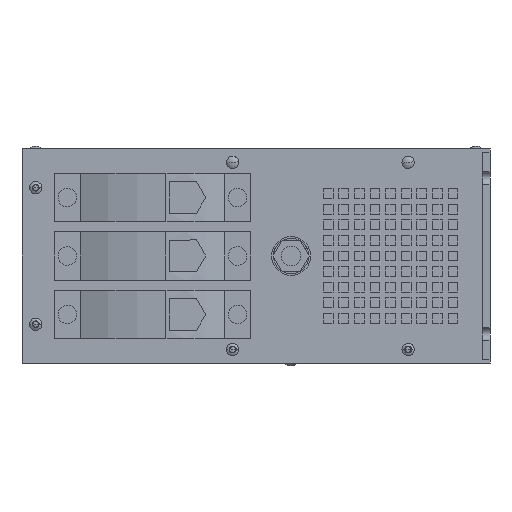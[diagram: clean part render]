
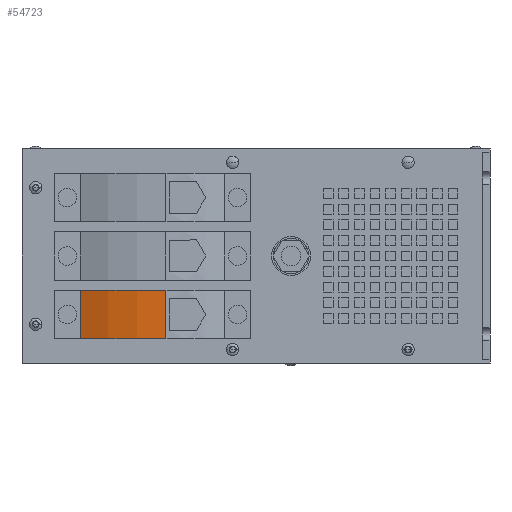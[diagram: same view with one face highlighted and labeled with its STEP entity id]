
A CAD part, left-side view. The second image highlights one B-rep face of the part: STEP entity #54723.
In plain terms, the highlighted cylindrical face has radius 100 mm (diameter 200 mm), a partial arc.
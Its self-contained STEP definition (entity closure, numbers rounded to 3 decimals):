
#994 = CARTESIAN_POINT ( 'NONE',  ( -249.5, 47.906, -19.236 ) ) ;
#1198 = LINE ( 'NONE', #44799, #64428 ) ;
#1261 = AXIS2_PLACEMENT_3D ( 'NONE', #68355, #8904, #46379 ) ;
#1542 = VECTOR ( 'NONE', #33746, 1000. ) ;
#3308 = AXIS2_PLACEMENT_3D ( 'NONE', #55968, #27885, #6966 ) ;
#6966 = DIRECTION ( 'NONE',  ( 1., 0., 0. ) ) ;
#7648 = ORIENTED_EDGE ( 'NONE', *, *, #38425, .F. ) ;
#8315 = AXIS2_PLACEMENT_3D ( 'NONE', #23118, #28874, #62374 ) ;
#8904 = DIRECTION ( 'NONE',  ( 0., 0., -1. ) ) ;
#23047 = EDGE_CURVE ( 'NONE', #31273, #57950, #40119, .T. ) ;
#23118 = CARTESIAN_POINT ( 'NONE',  ( -149.5, 47.906, 5.764 ) ) ;
#25262 = ORIENTED_EDGE ( 'NONE', *, *, #65411, .T. ) ;
#27885 = DIRECTION ( 'NONE',  ( 0., 0., 1. ) ) ;
#28845 = ORIENTED_EDGE ( 'NONE', *, *, #23047, .T. ) ;
#28874 = DIRECTION ( 'NONE',  ( 0., 0., 1. ) ) ;
#30533 = CYLINDRICAL_SURFACE ( 'NONE', #1261, 100. ) ;
#31273 = VERTEX_POINT ( 'NONE', #45907 ) ;
#33746 = DIRECTION ( 'NONE',  ( 0., 0., -1. ) ) ;
#38425 = EDGE_CURVE ( 'NONE', #61188, #57950, #39163, .T. ) ;
#39163 = LINE ( 'NONE', #66192, #1542 ) ;
#40119 = CIRCLE ( 'NONE', #3308, 100. ) ;
#40984 = FACE_OUTER_BOUND ( 'NONE', #52221, .T. ) ;
#43939 = CIRCLE ( 'NONE', #8315, 100. ) ;
#44799 = CARTESIAN_POINT ( 'NONE',  ( -239.349, 91.806, 5.764 ) ) ;
#45907 = CARTESIAN_POINT ( 'NONE',  ( -239.349, 91.806, -19.236 ) ) ;
#46379 = DIRECTION ( 'NONE',  ( -1., 0., 0. ) ) ;
#47200 = DIRECTION ( 'NONE',  ( 0., 0., -1. ) ) ;
#52221 = EDGE_LOOP ( 'NONE', ( #7648, #66202, #25262, #28845 ) ) ;
#54723 = ADVANCED_FACE ( 'NONE', ( #40984 ), #30533, .T. ) ;
#55402 = CARTESIAN_POINT ( 'NONE',  ( -239.349, 91.806, 5.764 ) ) ;
#55968 = CARTESIAN_POINT ( 'NONE',  ( -149.5, 47.906, -19.236 ) ) ;
#57890 = VERTEX_POINT ( 'NONE', #55402 ) ;
#57950 = VERTEX_POINT ( 'NONE', #994 ) ;
#61188 = VERTEX_POINT ( 'NONE', #71151 ) ;
#62374 = DIRECTION ( 'NONE',  ( 1., 0., 0. ) ) ;
#64428 = VECTOR ( 'NONE', #47200, 1000. ) ;
#65411 = EDGE_CURVE ( 'NONE', #57890, #31273, #1198, .T. ) ;
#66192 = CARTESIAN_POINT ( 'NONE',  ( -249.5, 47.906, 5.764 ) ) ;
#66202 = ORIENTED_EDGE ( 'NONE', *, *, #68216, .F. ) ;
#68216 = EDGE_CURVE ( 'NONE', #57890, #61188, #43939, .T. ) ;
#68355 = CARTESIAN_POINT ( 'NONE',  ( -149.5, 47.906, 5.764 ) ) ;
#71151 = CARTESIAN_POINT ( 'NONE',  ( -249.5, 47.906, 5.764 ) ) ;
